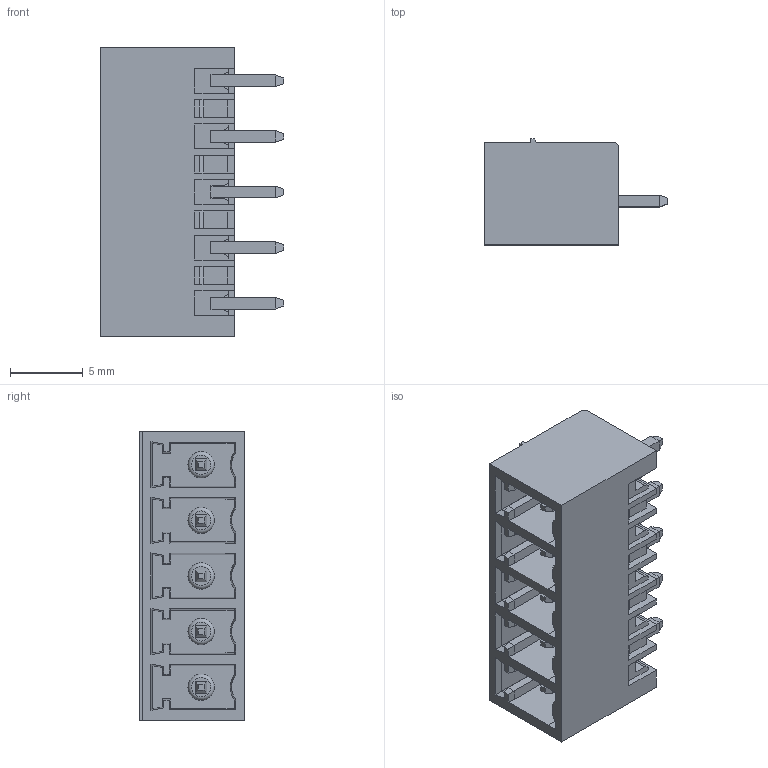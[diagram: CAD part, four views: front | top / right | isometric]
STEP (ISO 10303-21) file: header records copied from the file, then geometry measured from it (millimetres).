
FILE_DESCRIPTION(('STEP AP214'),'1');
FILE_NAME('PV05-3,81-V-P.stp','2018-05-14T08:14:43',(' '),(' '),'Spatial InterOp 3D',' ',' ');
FILE_SCHEMA(('automotive_design'));
Length unit declared in the file: metre
Products named in the file (1): 1
Bounding box: 12.6 x 7.25 x 19.85 mm (x, y, z)
Volume: 731.8 mm3; surface area: 1702.6 mm2
Topology: 1 solids, 1 shells, 408 faces, 1048 edges, 662 vertices
Faces by surface type: plane 387, cylinder 11, torus 5, cone 5
Full cylindrical faces by diameter (mm): 1.8 x5
Entity records: 15200 total; most frequent: CARTESIAN_POINT 2129, ORIENTED_EDGE 2066, DIRECTION 1873, EDGE_CURVE 1033, LINE 991, VECTOR 991, VERTEX_POINT 657, AXIS2_PLACEMENT_3D 441
